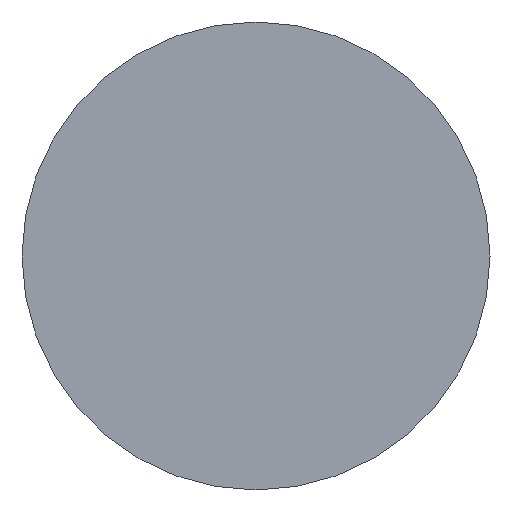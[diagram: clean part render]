
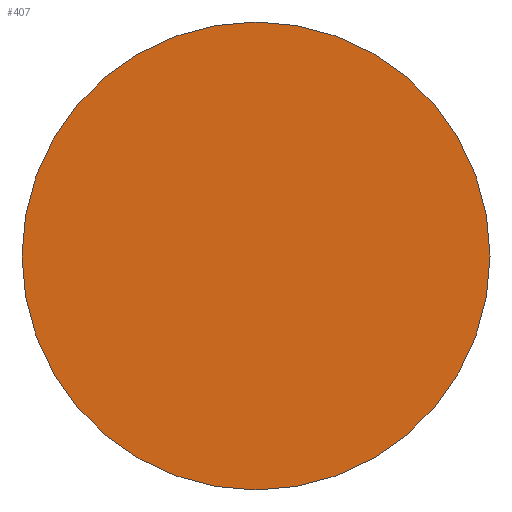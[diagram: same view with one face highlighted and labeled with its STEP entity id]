
A CAD part, front view. The second image highlights one B-rep face of the part: STEP entity #407.
In plain terms, the highlighted planar face has unit normal (0, -1, 0).
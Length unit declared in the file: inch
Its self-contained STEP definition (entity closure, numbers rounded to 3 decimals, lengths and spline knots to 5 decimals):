
#15 = EDGE_LOOP ( 'NONE', ( #23, #351 ) ) ;
#18 = DIRECTION ( 'NONE',  ( 0., 0., -1. ) ) ;
#22 = DIRECTION ( 'NONE',  ( 0., 0., -1. ) ) ;
#23 = ORIENTED_EDGE ( 'NONE', *, *, #222, .T. ) ;
#39 = CARTESIAN_POINT ( 'NONE',  ( 0., 0., 0.25 ) ) ;
#66 = AXIS2_PLACEMENT_3D ( 'NONE', #419, #312, #106 ) ;
#106 = DIRECTION ( 'NONE',  ( 0., 0., -1. ) ) ;
#150 = FACE_OUTER_BOUND ( 'NONE', #15, .T. ) ;
#159 = CARTESIAN_POINT ( 'NONE',  ( 0., 0., 0. ) ) ;
#167 = DIRECTION ( 'NONE',  ( 0., -1., 0. ) ) ;
#187 = AXIS2_PLACEMENT_3D ( 'NONE', #159, #271, #22 ) ;
#206 = VERTEX_POINT ( 'NONE', #280 ) ;
#222 = EDGE_CURVE ( 'NONE', #206, #232, #399, .T. ) ;
#232 = VERTEX_POINT ( 'NONE', #39 ) ;
#271 = DIRECTION ( 'NONE',  ( 0., -1., 0. ) ) ;
#280 = CARTESIAN_POINT ( 'NONE',  ( 0., 0., -0.25 ) ) ;
#312 = DIRECTION ( 'NONE',  ( 0., -1., 0. ) ) ;
#331 = PLANE ( 'NONE',  #187 ) ;
#351 = ORIENTED_EDGE ( 'NONE', *, *, #456, .T. ) ;
#399 = CIRCLE ( 'NONE', #66, 0.25 ) ;
#407 = ADVANCED_FACE ( 'NONE', ( #150 ), #331, .T. ) ;
#417 = CIRCLE ( 'NONE', #453, 0.25 ) ;
#419 = CARTESIAN_POINT ( 'NONE',  ( 0., 0., 0. ) ) ;
#446 = CARTESIAN_POINT ( 'NONE',  ( 0., 0., 0. ) ) ;
#453 = AXIS2_PLACEMENT_3D ( 'NONE', #446, #167, #18 ) ;
#456 = EDGE_CURVE ( 'NONE', #232, #206, #417, .T. ) ;
